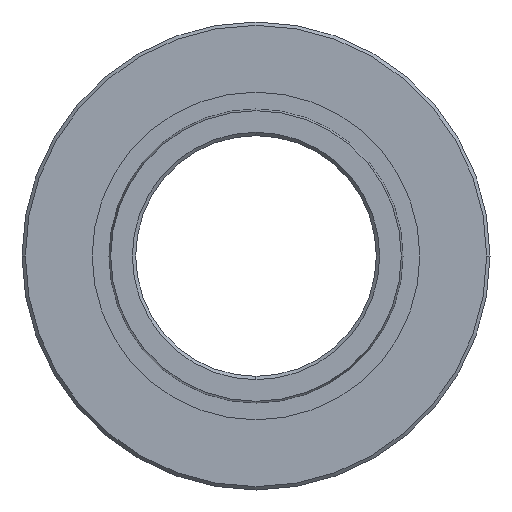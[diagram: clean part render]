
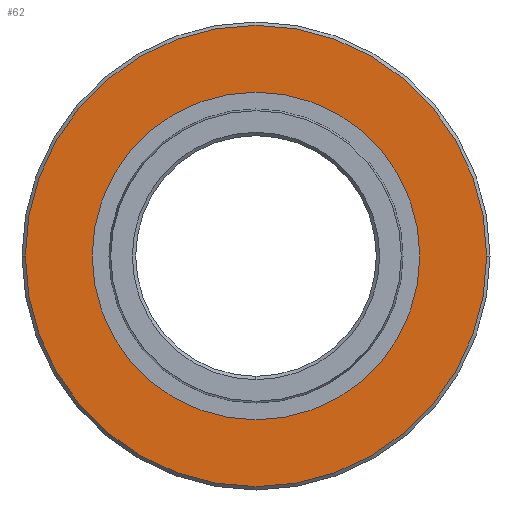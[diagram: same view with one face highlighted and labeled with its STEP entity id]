
A CAD part, front view. The second image highlights one B-rep face of the part: STEP entity #62.
In plain terms, the highlighted planar face has unit normal (0, -1, 0).
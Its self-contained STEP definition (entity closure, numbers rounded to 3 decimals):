
#2 = DIRECTION ( 'NONE',  ( -1., 0., 0. ) ) ;
#23 = DIRECTION ( 'NONE',  ( -1., 0., 0. ) ) ;
#51 = CARTESIAN_POINT ( 'NONE',  ( 0., -61.761, 0. ) ) ;
#62 = ADVANCED_FACE ( 'NONE', ( #313, #1100 ), #99, .F. ) ;
#82 = DIRECTION ( 'NONE',  ( -1., 0., 0. ) ) ;
#87 = VERTEX_POINT ( 'NONE', #402 ) ;
#96 = CARTESIAN_POINT ( 'NONE',  ( 0., -61.761, 0. ) ) ;
#99 = PLANE ( 'NONE',  #206 ) ;
#147 = CARTESIAN_POINT ( 'NONE',  ( 24.5, -61.761, 0. ) ) ;
#185 = DIRECTION ( 'NONE',  ( 0., 1., 0. ) ) ;
#206 = AXIS2_PLACEMENT_3D ( 'NONE', #841, #853, #484 ) ;
#226 = VERTEX_POINT ( 'NONE', #1160 ) ;
#250 = VERTEX_POINT ( 'NONE', #411 ) ;
#313 = FACE_OUTER_BOUND ( 'NONE', #1109, .T. ) ;
#332 = DIRECTION ( 'NONE',  ( 0., 1., 0. ) ) ;
#350 = EDGE_CURVE ( 'NONE', #226, #250, #511, .T. ) ;
#365 = AXIS2_PLACEMENT_3D ( 'NONE', #96, #185, #23 ) ;
#371 = AXIS2_PLACEMENT_3D ( 'NONE', #810, #455, #82 ) ;
#402 = CARTESIAN_POINT ( 'NONE',  ( -24.5, -61.761, 0. ) ) ;
#403 = AXIS2_PLACEMENT_3D ( 'NONE', #1096, #907, #2 ) ;
#411 = CARTESIAN_POINT ( 'NONE',  ( -34.5, -61.761, 0. ) ) ;
#426 = ORIENTED_EDGE ( 'NONE', *, *, #350, .F. ) ;
#455 = DIRECTION ( 'NONE',  ( 0., 1., 0. ) ) ;
#484 = DIRECTION ( 'NONE',  ( -1., 0., 0. ) ) ;
#511 = CIRCLE ( 'NONE', #547, 34.5 ) ;
#547 = AXIS2_PLACEMENT_3D ( 'NONE', #51, #332, #1163 ) ;
#611 = CIRCLE ( 'NONE', #365, 34.5 ) ;
#664 = EDGE_CURVE ( 'NONE', #1047, #87, #1043, .T. ) ;
#782 = EDGE_CURVE ( 'NONE', #250, #226, #611, .T. ) ;
#810 = CARTESIAN_POINT ( 'NONE',  ( 0., -61.761, 0. ) ) ;
#838 = ORIENTED_EDGE ( 'NONE', *, *, #664, .T. ) ;
#841 = CARTESIAN_POINT ( 'NONE',  ( 34.5, -61.761, 0. ) ) ;
#853 = DIRECTION ( 'NONE',  ( 0., 1., 0. ) ) ;
#882 = EDGE_LOOP ( 'NONE', ( #917, #838 ) ) ;
#907 = DIRECTION ( 'NONE',  ( 0., 1., 0. ) ) ;
#917 = ORIENTED_EDGE ( 'NONE', *, *, #1093, .T. ) ;
#1026 = CIRCLE ( 'NONE', #371, 24.5 ) ;
#1043 = CIRCLE ( 'NONE', #403, 24.5 ) ;
#1047 = VERTEX_POINT ( 'NONE', #147 ) ;
#1077 = ORIENTED_EDGE ( 'NONE', *, *, #782, .F. ) ;
#1093 = EDGE_CURVE ( 'NONE', #87, #1047, #1026, .T. ) ;
#1096 = CARTESIAN_POINT ( 'NONE',  ( 0., -61.761, 0. ) ) ;
#1100 = FACE_BOUND ( 'NONE', #882, .T. ) ;
#1109 = EDGE_LOOP ( 'NONE', ( #1077, #426 ) ) ;
#1160 = CARTESIAN_POINT ( 'NONE',  ( 34.5, -61.761, 0. ) ) ;
#1163 = DIRECTION ( 'NONE',  ( -1., 0., 0. ) ) ;
